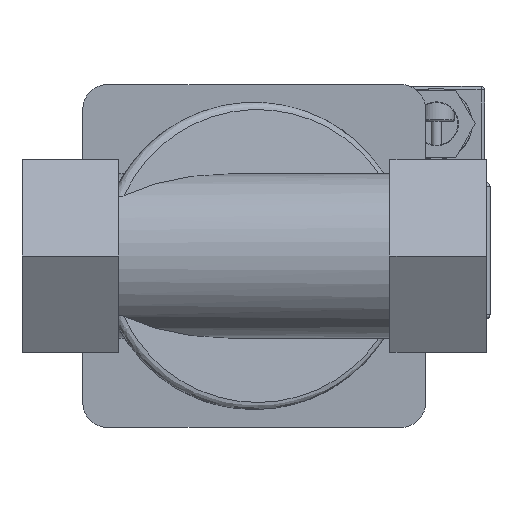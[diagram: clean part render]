
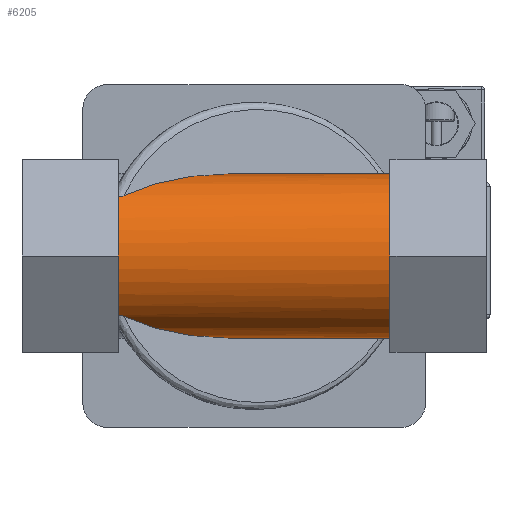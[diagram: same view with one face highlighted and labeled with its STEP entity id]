
A CAD part, front view. The second image highlights one B-rep face of the part: STEP entity #6205.
In plain terms, the highlighted cylindrical face has radius 23 mm (diameter 46 mm), a partial arc.
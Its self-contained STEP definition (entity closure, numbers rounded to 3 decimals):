
#126=ELLIPSE('',#6585,49.609,23.);
#129=ELLIPSE('',#6589,49.609,23.);
#152=B_SPLINE_CURVE_WITH_KNOTS('',3,(#9328,#9329,#9330,#9331,#9332,#9333,
#9334,#9335),.UNSPECIFIED.,.F.,.F.,(4,2,2,4),(0.431,0.49,
0.576,0.684),.UNSPECIFIED.);
#153=B_SPLINE_CURVE_WITH_KNOTS('',3,(#9402,#9403,#9404,#9405,#9406,#9407,
#9408,#9409,#9410,#9411,#9412,#9413,#9414,#9415,#9416,#9417,#9418,#9419,
#9420,#9421,#9422,#9423,#9424,#9425,#9426,#9427,#9428,#9429),
 .UNSPECIFIED.,.F.,.F.,(4,3,3,3,3,3,3,3,3,4),(0.,0.03,0.06,
0.089,0.107,0.129,0.151,
0.173,0.177,0.202),.UNSPECIFIED.);
#522=FACE_OUTER_BOUND('',#894,.T.);
#894=EDGE_LOOP('',(#4653,#4654,#4655,#4656,#4657,#4658,#4659,#4660));
#1407=LINE('',#9755,#2019);
#1408=LINE('',#9756,#2020);
#2019=VECTOR('',#7611,10.);
#2020=VECTOR('',#7612,10.);
#2492=CIRCLE('',#6613,23.);
#2504=CIRCLE('',#6644,23.);
#2774=VERTEX_POINT('',#9302);
#2777=VERTEX_POINT('',#9326);
#2778=VERTEX_POINT('',#9337);
#2779=VERTEX_POINT('',#9400);
#2780=VERTEX_POINT('',#9401);
#2784=VERTEX_POINT('',#9456);
#2862=VERTEX_POINT('',#9689);
#2863=VERTEX_POINT('',#9691);
#3402=EDGE_CURVE('',#2777,#2774,#152,.F.);
#3404=EDGE_CURVE('',#2778,#2777,#126,.T.);
#3405=EDGE_CURVE('',#2779,#2780,#153,.T.);
#3410=EDGE_CURVE('',#2779,#2784,#129,.T.);
#3446=EDGE_CURVE('',#2780,#2774,#2492,.F.);
#3521=EDGE_CURVE('',#2862,#2863,#2504,.T.);
#3554=EDGE_CURVE('',#2778,#2863,#1407,.T.);
#3555=EDGE_CURVE('',#2862,#2784,#1408,.T.);
#4653=ORIENTED_EDGE('',*,*,#3404,.F.);
#4654=ORIENTED_EDGE('',*,*,#3554,.T.);
#4655=ORIENTED_EDGE('',*,*,#3521,.F.);
#4656=ORIENTED_EDGE('',*,*,#3555,.T.);
#4657=ORIENTED_EDGE('',*,*,#3410,.F.);
#4658=ORIENTED_EDGE('',*,*,#3405,.T.);
#4659=ORIENTED_EDGE('',*,*,#3446,.T.);
#4660=ORIENTED_EDGE('',*,*,#3402,.F.);
#6050=CYLINDRICAL_SURFACE('',#6659,23.);
#6205=ADVANCED_FACE('',(#522),#6050,.T.);
#6585=AXIS2_PLACEMENT_3D('',#9339,#7345,#7346);
#6589=AXIS2_PLACEMENT_3D('',#9457,#7353,#7354);
#6613=AXIS2_PLACEMENT_3D('',#9532,#7427,#7428);
#6644=AXIS2_PLACEMENT_3D('',#9692,#7548,#7549);
#6659=AXIS2_PLACEMENT_3D('',#9754,#7609,#7610);
#7345=DIRECTION('center_axis',(-0.464,0.886,0.));
#7346=DIRECTION('ref_axis',(-0.886,-0.464,0.));
#7353=DIRECTION('center_axis',(-0.464,0.886,0.));
#7354=DIRECTION('ref_axis',(-0.886,-0.464,0.));
#7427=DIRECTION('center_axis',(-1.,0.,0.));
#7428=DIRECTION('ref_axis',(0.,0.,1.));
#7548=DIRECTION('center_axis',(1.,0.,0.));
#7549=DIRECTION('ref_axis',(0.,0.,1.));
#7609=DIRECTION('center_axis',(1.,0.,0.));
#7610=DIRECTION('ref_axis',(0.,0.,1.));
#7611=DIRECTION('',(1.,0.,0.));
#7612=DIRECTION('',(-1.,0.,0.));
#9302=CARTESIAN_POINT('',(-38.,-41.876,-16.642));
#9326=CARTESIAN_POINT('',(-36.406,-41.55,-16.947));
#9328=CARTESIAN_POINT('Ctrl Pts',(-38.,-41.876,-16.642));
#9329=CARTESIAN_POINT('Ctrl Pts',(-37.873,-41.902,-16.617));
#9330=CARTESIAN_POINT('Ctrl Pts',(-37.742,-41.912,-16.608));
#9331=CARTESIAN_POINT('Ctrl Pts',(-37.418,-41.9,-16.619));
#9332=CARTESIAN_POINT('Ctrl Pts',(-37.227,-41.864,-16.654));
#9333=CARTESIAN_POINT('Ctrl Pts',(-36.822,-41.747,-16.765));
#9334=CARTESIAN_POINT('Ctrl Pts',(-36.605,-41.654,-16.852));
#9335=CARTESIAN_POINT('Ctrl Pts',(-36.406,-41.55,-16.947));
#9337=CARTESIAN_POINT('',(-6.689,-26.,-23.));
#9339=CARTESIAN_POINT('Origin',(-6.689,-26.,0.));
#9400=CARTESIAN_POINT('',(-36.406,-41.55,16.947));
#9401=CARTESIAN_POINT('',(-38.,-41.876,16.642));
#9402=CARTESIAN_POINT('Ctrl Pts',(-36.406,-41.55,16.947));
#9403=CARTESIAN_POINT('Ctrl Pts',(-36.487,-41.592,16.908));
#9404=CARTESIAN_POINT('Ctrl Pts',(-36.568,-41.631,16.872));
#9405=CARTESIAN_POINT('Ctrl Pts',(-36.649,-41.666,16.839));
#9406=CARTESIAN_POINT('Ctrl Pts',(-36.729,-41.701,16.807));
#9407=CARTESIAN_POINT('Ctrl Pts',(-36.809,-41.733,16.777));
#9408=CARTESIAN_POINT('Ctrl Pts',(-36.888,-41.76,16.751));
#9409=CARTESIAN_POINT('Ctrl Pts',(-36.966,-41.788,16.725));
#9410=CARTESIAN_POINT('Ctrl Pts',(-37.043,-41.811,16.703));
#9411=CARTESIAN_POINT('Ctrl Pts',(-37.119,-41.831,16.684));
#9412=CARTESIAN_POINT('Ctrl Pts',(-37.165,-41.843,16.672));
#9413=CARTESIAN_POINT('Ctrl Pts',(-37.211,-41.853,16.662));
#9414=CARTESIAN_POINT('Ctrl Pts',(-37.256,-41.863,16.653));
#9415=CARTESIAN_POINT('Ctrl Pts',(-37.314,-41.874,16.642));
#9416=CARTESIAN_POINT('Ctrl Pts',(-37.373,-41.884,16.633));
#9417=CARTESIAN_POINT('Ctrl Pts',(-37.432,-41.892,16.626));
#9418=CARTESIAN_POINT('Ctrl Pts',(-37.489,-41.899,16.619));
#9419=CARTESIAN_POINT('Ctrl Pts',(-37.546,-41.904,16.614));
#9420=CARTESIAN_POINT('Ctrl Pts',(-37.604,-41.906,16.612));
#9421=CARTESIAN_POINT('Ctrl Pts',(-37.661,-41.908,16.61));
#9422=CARTESIAN_POINT('Ctrl Pts',(-37.719,-41.908,16.61));
#9423=CARTESIAN_POINT('Ctrl Pts',(-37.777,-41.904,16.614));
#9424=CARTESIAN_POINT('Ctrl Pts',(-37.788,-41.904,16.614));
#9425=CARTESIAN_POINT('Ctrl Pts',(-37.798,-41.903,16.615));
#9426=CARTESIAN_POINT('Ctrl Pts',(-37.809,-41.902,16.616));
#9427=CARTESIAN_POINT('Ctrl Pts',(-37.874,-41.897,16.621));
#9428=CARTESIAN_POINT('Ctrl Pts',(-37.937,-41.888,16.629));
#9429=CARTESIAN_POINT('Ctrl Pts',(-37.999,-41.875,16.642));
#9456=CARTESIAN_POINT('',(-6.689,-26.,23.));
#9457=CARTESIAN_POINT('Origin',(-6.689,-26.,0.));
#9532=CARTESIAN_POINT('Origin',(-38.,-26.,0.));
#9689=CARTESIAN_POINT('',(38.,-26.,23.));
#9691=CARTESIAN_POINT('',(38.,-26.,-23.));
#9692=CARTESIAN_POINT('Origin',(38.,-26.,0.));
#9754=CARTESIAN_POINT('Origin',(0.,-26.,0.));
#9755=CARTESIAN_POINT('',(0.,-26.,-23.));
#9756=CARTESIAN_POINT('',(0.,-26.,23.));
